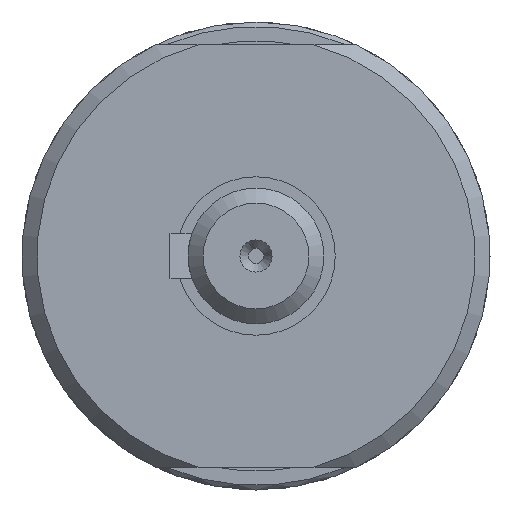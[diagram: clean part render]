
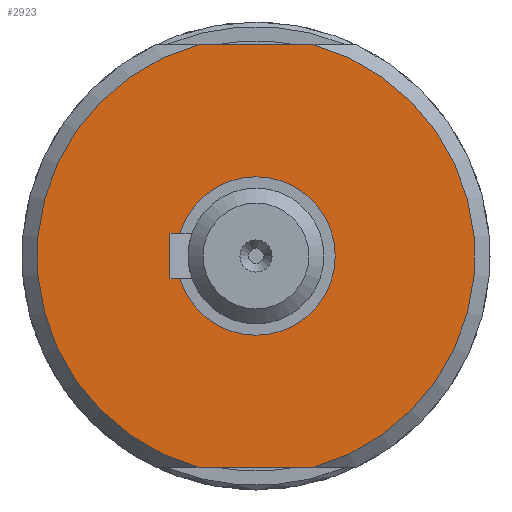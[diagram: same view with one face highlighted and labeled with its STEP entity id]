
A CAD part, left-side view. The second image highlights one B-rep face of the part: STEP entity #2923.
In plain terms, the highlighted planar face has unit normal (-1, 0, 0).
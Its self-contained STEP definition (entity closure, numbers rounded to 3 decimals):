
#209=FACE_BOUND('',#480,.T.);
#316=FACE_OUTER_BOUND('',#479,.T.);
#479=EDGE_LOOP('',(#2106,#2107,#2108,#2109));
#480=EDGE_LOOP('',(#2110,#2111));
#672=CIRCLE('',#3152,14.5);
#674=CIRCLE('',#3155,14.5);
#675=CIRCLE('',#3158,5.25);
#676=CIRCLE('',#3159,5.25);
#761=LINE('',#4265,#1015);
#766=LINE('',#4291,#1020);
#1015=VECTOR('',#3432,10.);
#1020=VECTOR('',#3439,10.);
#1288=VERTEX_POINT('',#4260);
#1289=VERTEX_POINT('',#4264);
#1296=VERTEX_POINT('',#4286);
#1297=VERTEX_POINT('',#4290);
#1321=VERTEX_POINT('',#4401);
#1322=VERTEX_POINT('',#4402);
#1574=EDGE_CURVE('',#1289,#1288,#761,.T.);
#1583=EDGE_CURVE('',#1297,#1296,#766,.T.);
#1629=EDGE_CURVE('',#1289,#1296,#672,.T.);
#1631=EDGE_CURVE('',#1297,#1288,#674,.T.);
#1632=EDGE_CURVE('',#1321,#1322,#675,.T.);
#1633=EDGE_CURVE('',#1322,#1321,#676,.T.);
#2106=ORIENTED_EDGE('',*,*,#1574,.T.);
#2107=ORIENTED_EDGE('',*,*,#1631,.F.);
#2108=ORIENTED_EDGE('',*,*,#1583,.T.);
#2109=ORIENTED_EDGE('',*,*,#1629,.F.);
#2110=ORIENTED_EDGE('',*,*,#1632,.T.);
#2111=ORIENTED_EDGE('',*,*,#1633,.T.);
#2802=PLANE('',#3157);
#2923=ADVANCED_FACE('',(#316,#209),#2802,.T.);
#3152=AXIS2_PLACEMENT_3D('',#4395,#3547,#3548);
#3155=AXIS2_PLACEMENT_3D('',#4398,#3553,#3554);
#3157=AXIS2_PLACEMENT_3D('',#4400,#3557,#3558);
#3158=AXIS2_PLACEMENT_3D('',#4403,#3559,#3560);
#3159=AXIS2_PLACEMENT_3D('',#4404,#3561,#3562);
#3432=DIRECTION('',(0.,1.,0.));
#3439=DIRECTION('',(0.,-1.,0.));
#3547=DIRECTION('center_axis',(1.,0.,0.));
#3548=DIRECTION('ref_axis',(0.,1.,0.));
#3553=DIRECTION('center_axis',(1.,0.,0.));
#3554=DIRECTION('ref_axis',(0.,1.,0.));
#3557=DIRECTION('center_axis',(-1.,0.,0.));
#3558=DIRECTION('ref_axis',(0.,0.,
-1.));
#3559=DIRECTION('center_axis',(1.,0.,0.));
#3560=DIRECTION('ref_axis',(0.,-1.,0.));
#3561=DIRECTION('center_axis',(1.,0.,0.));
#3562=DIRECTION('ref_axis',(0.,-1.,0.));
#4260=CARTESIAN_POINT('',(-67.7,3.775,14.));
#4264=CARTESIAN_POINT('',(-67.7,-3.775,14.));
#4265=CARTESIAN_POINT('',(-67.7,1.954,14.));
#4286=CARTESIAN_POINT('',(-67.7,-3.775,-14.));
#4290=CARTESIAN_POINT('',(-67.7,3.775,-14.));
#4291=CARTESIAN_POINT('',(-67.7,-12.329,-14.));
#4395=CARTESIAN_POINT('Origin',(-67.7,0.,
0.));
#4398=CARTESIAN_POINT('Origin',(-67.7,0.,
0.));
#4400=CARTESIAN_POINT('Origin',(-67.7,-10.375,0.));
#4401=CARTESIAN_POINT('',(-67.7,-5.25,0.));
#4402=CARTESIAN_POINT('',(-67.7,5.25,0.));
#4403=CARTESIAN_POINT('Origin',(-67.7,0.,
0.));
#4404=CARTESIAN_POINT('Origin',(-67.7,0.,
0.));
